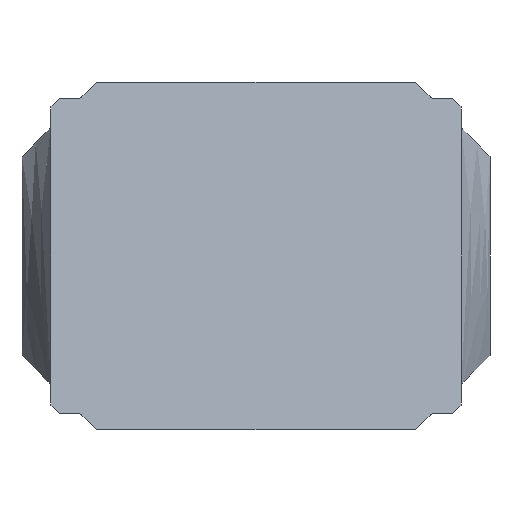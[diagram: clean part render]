
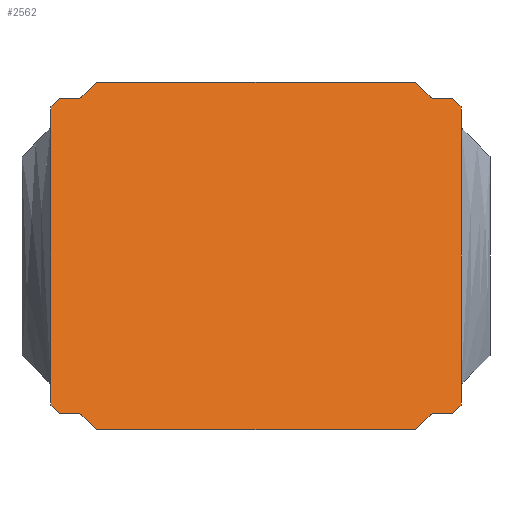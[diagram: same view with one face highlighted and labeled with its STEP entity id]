
A CAD part, front view. The second image highlights one B-rep face of the part: STEP entity #2562.
In plain terms, the highlighted planar face has unit normal (0, -0.966, 0.259).
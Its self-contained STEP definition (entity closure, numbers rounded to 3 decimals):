
#17=ELLIPSE('',#2762,1.656,1.6);
#18=ELLIPSE('',#2765,1.656,1.6);
#19=ELLIPSE('',#2773,1.656,1.6);
#20=ELLIPSE('',#2776,1.656,1.6);
#222=FACE_OUTER_BOUND('',#378,.T.);
#378=EDGE_LOOP('',(#1887,#1888,#1889,#1890,#1891,#1892,#1893,#1894,#1895,
#1896,#1897,#1898,#1899,#1900,#1901,#1902,#1903,#1904,#1905,#1906,#1907,
#1908,#1909,#1910));
#503=LINE('',#3729,#773);
#507=LINE('',#3737,#777);
#511=LINE('',#3744,#781);
#575=LINE('',#3977,#845);
#577=LINE('',#3981,#847);
#581=LINE('',#3989,#851);
#583=LINE('',#3993,#853);
#586=LINE('',#3998,#856);
#589=LINE('',#4019,#859);
#594=LINE('',#4037,#864);
#600=LINE('',#4101,#870);
#605=LINE('',#4119,#875);
#609=LINE('',#4152,#879);
#610=LINE('',#4153,#880);
#611=LINE('',#4154,#881);
#612=LINE('',#4155,#882);
#613=LINE('',#4157,#883);
#614=LINE('',#4158,#884);
#615=LINE('',#4159,#885);
#616=LINE('',#4160,#886);
#773=VECTOR('',#2955,10.);
#777=VECTOR('',#2961,10.);
#781=VECTOR('',#2965,10.);
#845=VECTOR('',#3137,10.);
#847=VECTOR('',#3141,10.);
#851=VECTOR('',#3145,10.);
#853=VECTOR('',#3149,10.);
#856=VECTOR('',#3154,10.);
#859=VECTOR('',#3161,10.);
#864=VECTOR('',#3180,10.);
#870=VECTOR('',#3194,10.);
#875=VECTOR('',#3213,10.);
#879=VECTOR('',#3223,10.);
#880=VECTOR('',#3224,10.);
#881=VECTOR('',#3225,10.);
#882=VECTOR('',#3226,10.);
#883=VECTOR('',#3227,10.);
#884=VECTOR('',#3228,10.);
#885=VECTOR('',#3229,10.);
#886=VECTOR('',#3230,10.);
#1043=VERTEX_POINT('',#3726);
#1044=VERTEX_POINT('',#3728);
#1046=VERTEX_POINT('',#3734);
#1047=VERTEX_POINT('',#3736);
#1050=VERTEX_POINT('',#3742);
#1164=VERTEX_POINT('',#3974);
#1165=VERTEX_POINT('',#3976);
#1166=VERTEX_POINT('',#3980);
#1169=VERTEX_POINT('',#3986);
#1170=VERTEX_POINT('',#3988);
#1171=VERTEX_POINT('',#3992);
#1172=VERTEX_POINT('',#3996);
#1173=VERTEX_POINT('',#4000);
#1176=VERTEX_POINT('',#4023);
#1178=VERTEX_POINT('',#4029);
#1180=VERTEX_POINT('',#4035);
#1181=VERTEX_POINT('',#4039);
#1184=VERTEX_POINT('',#4065);
#1187=VERTEX_POINT('',#4105);
#1189=VERTEX_POINT('',#4111);
#1191=VERTEX_POINT('',#4117);
#1192=VERTEX_POINT('',#4121);
#1195=VERTEX_POINT('',#4151);
#1196=VERTEX_POINT('',#4156);
#1299=EDGE_CURVE('',#1043,#1044,#503,.T.);
#1303=EDGE_CURVE('',#1047,#1046,#507,.T.);
#1307=EDGE_CURVE('',#1043,#1050,#511,.T.);
#1423=EDGE_CURVE('',#1164,#1165,#575,.T.);
#1425=EDGE_CURVE('',#1166,#1165,#577,.T.);
#1429=EDGE_CURVE('',#1170,#1169,#581,.T.);
#1431=EDGE_CURVE('',#1170,#1171,#583,.T.);
#1434=EDGE_CURVE('',#1172,#1046,#586,.T.);
#1438=EDGE_CURVE('',#1164,#1173,#589,.T.);
#1440=EDGE_CURVE('',#1166,#1176,#17,.T.);
#1444=EDGE_CURVE('',#1178,#1169,#18,.T.);
#1447=EDGE_CURVE('',#1178,#1180,#594,.T.);
#1456=EDGE_CURVE('',#1172,#1184,#600,.T.);
#1458=EDGE_CURVE('',#1047,#1187,#19,.T.);
#1462=EDGE_CURVE('',#1189,#1050,#20,.T.);
#1465=EDGE_CURVE('',#1189,#1191,#605,.T.);
#1471=EDGE_CURVE('',#1191,#1195,#609,.T.);
#1472=EDGE_CURVE('',#1195,#1187,#610,.T.);
#1473=EDGE_CURVE('',#1184,#1181,#611,.T.);
#1474=EDGE_CURVE('',#1181,#1171,#612,.T.);
#1475=EDGE_CURVE('',#1180,#1196,#613,.T.);
#1476=EDGE_CURVE('',#1196,#1176,#614,.T.);
#1477=EDGE_CURVE('',#1173,#1192,#615,.T.);
#1478=EDGE_CURVE('',#1192,#1044,#616,.T.);
#1887=ORIENTED_EDGE('',*,*,#1299,.F.);
#1888=ORIENTED_EDGE('',*,*,#1307,.T.);
#1889=ORIENTED_EDGE('',*,*,#1462,.F.);
#1890=ORIENTED_EDGE('',*,*,#1465,.T.);
#1891=ORIENTED_EDGE('',*,*,#1471,.T.);
#1892=ORIENTED_EDGE('',*,*,#1472,.T.);
#1893=ORIENTED_EDGE('',*,*,#1458,.F.);
#1894=ORIENTED_EDGE('',*,*,#1303,.T.);
#1895=ORIENTED_EDGE('',*,*,#1434,.F.);
#1896=ORIENTED_EDGE('',*,*,#1456,.T.);
#1897=ORIENTED_EDGE('',*,*,#1473,.T.);
#1898=ORIENTED_EDGE('',*,*,#1474,.T.);
#1899=ORIENTED_EDGE('',*,*,#1431,.F.);
#1900=ORIENTED_EDGE('',*,*,#1429,.T.);
#1901=ORIENTED_EDGE('',*,*,#1444,.F.);
#1902=ORIENTED_EDGE('',*,*,#1447,.T.);
#1903=ORIENTED_EDGE('',*,*,#1475,.T.);
#1904=ORIENTED_EDGE('',*,*,#1476,.T.);
#1905=ORIENTED_EDGE('',*,*,#1440,.F.);
#1906=ORIENTED_EDGE('',*,*,#1425,.T.);
#1907=ORIENTED_EDGE('',*,*,#1423,.F.);
#1908=ORIENTED_EDGE('',*,*,#1438,.T.);
#1909=ORIENTED_EDGE('',*,*,#1477,.T.);
#1910=ORIENTED_EDGE('',*,*,#1478,.T.);
#2468=PLANE('',#2780);
#2562=ADVANCED_FACE('',(#222),#2468,.T.);
#2762=AXIS2_PLACEMENT_3D('',#4024,#3166,#3167);
#2765=AXIS2_PLACEMENT_3D('',#4031,#3174,#3175);
#2773=AXIS2_PLACEMENT_3D('',#4106,#3199,#3200);
#2776=AXIS2_PLACEMENT_3D('',#4113,#3207,#3208);
#2780=AXIS2_PLACEMENT_3D('',#4150,#3221,#3222);
#2955=DIRECTION('',(0.695,-0.186,-0.695));
#2961=DIRECTION('',(-1.,0.,0.));
#2965=DIRECTION('',(-1.,0.,0.));
#3137=DIRECTION('',(-0.695,-0.186,-0.695));
#3141=DIRECTION('',(1.,0.,0.));
#3145=DIRECTION('',(1.,0.,0.));
#3149=DIRECTION('',(-0.695,0.186,0.695));
#3154=DIRECTION('',(0.695,0.186,0.695));
#3161=DIRECTION('',(0.,0.259,0.966));
#3166=DIRECTION('center_axis',(0.,-0.966,0.259));
#3167=DIRECTION('ref_axis',(0.,0.259,0.966));
#3174=DIRECTION('center_axis',(0.,-0.966,0.259));
#3175=DIRECTION('ref_axis',(0.,0.259,0.966));
#3180=DIRECTION('',(0.695,-0.186,-0.695));
#3194=DIRECTION('',(0.,-0.259,-0.966));
#3199=DIRECTION('center_axis',(0.,-0.966,0.259));
#3200=DIRECTION('ref_axis',(0.,-0.259,-0.966));
#3207=DIRECTION('center_axis',(0.,-0.966,0.259));
#3208=DIRECTION('ref_axis',(0.,-0.259,-0.966));
#3213=DIRECTION('',(-0.695,0.186,0.695));
#3221=DIRECTION('center_axis',(0.,-0.966,0.259));
#3222=DIRECTION('ref_axis',(0.,-0.259,-0.966));
#3223=DIRECTION('',(-1.,0.,0.));
#3224=DIRECTION('',(-0.695,-0.186,-0.695));
#3225=DIRECTION('',(0.,-0.259,-0.966));
#3226=DIRECTION('',(0.,-0.259,-0.966));
#3227=DIRECTION('',(1.,0.,0.));
#3228=DIRECTION('',(0.695,0.186,0.695));
#3229=DIRECTION('',(0.,0.259,0.966));
#3230=DIRECTION('',(0.,0.259,0.966));
#3726=CARTESIAN_POINT('',(92.,-4.072,5.));
#3728=CARTESIAN_POINT('',(94.,-4.608,3.));
#3729=CARTESIAN_POINT('',(90.215,-3.593,6.785));
#3734=CARTESIAN_POINT('',(-3.,-4.072,5.));
#3736=CARTESIAN_POINT('',(1.337,-4.072,5.));
#3737=CARTESIAN_POINT('',(23.25,-4.072,5.));
#3742=CARTESIAN_POINT('',(87.663,-4.072,5.));
#3744=CARTESIAN_POINT('',(23.25,-4.072,5.));
#3974=CARTESIAN_POINT('',(94.,-23.9,-69.));
#3976=CARTESIAN_POINT('',(92.,-24.436,-71.));
#3977=CARTESIAN_POINT('',(92.799,-24.222,-70.201));
#3980=CARTESIAN_POINT('',(87.663,-24.436,-71.));
#3981=CARTESIAN_POINT('',(19.75,-24.436,-71.));
#3986=CARTESIAN_POINT('',(1.337,-24.436,-71.));
#3988=CARTESIAN_POINT('',(-3.,-24.436,-71.));
#3989=CARTESIAN_POINT('',(19.75,-24.436,-71.));
#3992=CARTESIAN_POINT('',(-5.,-23.9,-69.));
#3993=CARTESIAN_POINT('',(-3.799,-24.222,-70.201));
#3996=CARTESIAN_POINT('',(-5.,-4.608,3.));
#3998=CARTESIAN_POINT('',(-1.215,-3.593,6.785));
#4000=CARTESIAN_POINT('',(94.,-22.738,-64.663));
#4019=CARTESIAN_POINT('',(94.,-18.335,-48.23));
#4023=CARTESIAN_POINT('',(86.531,-24.562,-71.469));
#4024=CARTESIAN_POINT('Origin',(87.663,-24.865,-72.6));
#4029=CARTESIAN_POINT('',(2.469,-24.562,-71.469));
#4031=CARTESIAN_POINT('Origin',(1.337,-24.865,-72.6));
#4035=CARTESIAN_POINT('',(6.,-25.508,-75.));
#4037=CARTESIAN_POINT('',(0.477,-24.028,-69.477));
#4039=CARTESIAN_POINT('',(-5.,-22.738,-64.663));
#4065=CARTESIAN_POINT('',(-5.,-5.77,-1.337));
#4101=CARTESIAN_POINT('',(-5.,-8.835,-12.775));
#4105=CARTESIAN_POINT('',(2.469,-3.946,5.469));
#4106=CARTESIAN_POINT('Origin',(1.337,-3.643,6.6));
#4111=CARTESIAN_POINT('',(86.531,-3.946,5.469));
#4113=CARTESIAN_POINT('Origin',(87.663,-3.643,6.6));
#4117=CARTESIAN_POINT('',(83.,-3.,9.));
#4119=CARTESIAN_POINT('',(85.939,-3.787,6.061));
#4121=CARTESIAN_POINT('',(94.,-5.77,-1.337));
#4150=CARTESIAN_POINT('Origin',(44.5,-13.87,-31.569));
#4151=CARTESIAN_POINT('',(6.,-3.,9.));
#4152=CARTESIAN_POINT('',(6.,-3.,9.));
#4153=CARTESIAN_POINT('',(4.992,-3.27,7.992));
#4154=CARTESIAN_POINT('',(-5.,-8.835,-12.775));
#4155=CARTESIAN_POINT('',(-5.,-8.835,-12.775));
#4156=CARTESIAN_POINT('',(83.,-25.508,-75.));
#4157=CARTESIAN_POINT('',(25.25,-25.508,-75.));
#4158=CARTESIAN_POINT('',(86.592,-24.545,-71.408));
#4159=CARTESIAN_POINT('',(94.,-18.335,-48.23));
#4160=CARTESIAN_POINT('',(94.,-18.335,-48.23));
